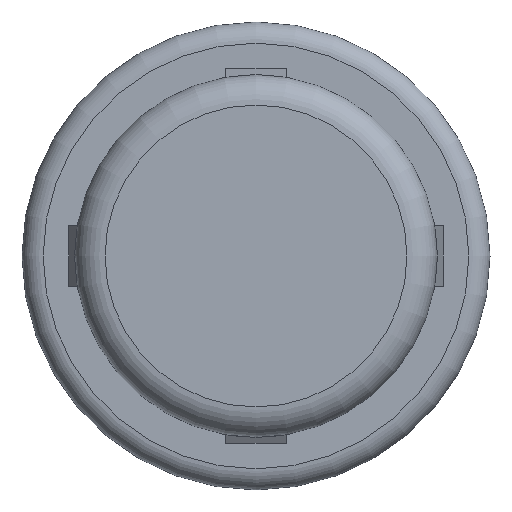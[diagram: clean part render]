
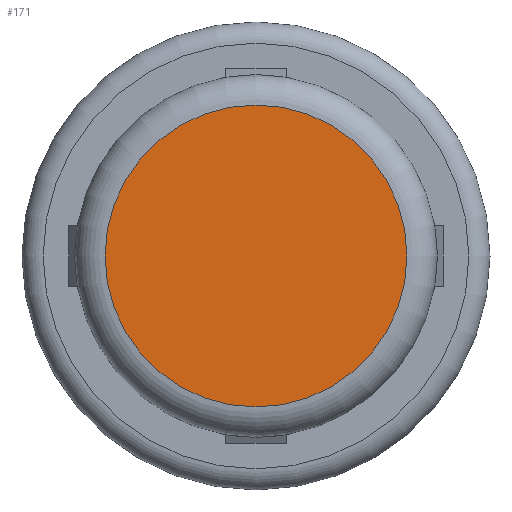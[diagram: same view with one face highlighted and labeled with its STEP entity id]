
A CAD part, front view. The second image highlights one B-rep face of the part: STEP entity #171.
In plain terms, the highlighted planar face has unit normal (0, -1, 0).
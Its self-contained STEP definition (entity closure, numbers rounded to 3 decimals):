
#171 = ADVANCED_FACE( '', ( #355 ), #356, .F. );
#355 = FACE_OUTER_BOUND( '', #550, .T. );
#356 = PLANE( '', #551 );
#550 = EDGE_LOOP( '', ( #970 ) );
#551 = AXIS2_PLACEMENT_3D( '', #971, #972, #973 );
#970 = ORIENTED_EDGE( '', *, *, #1093, .T. );
#971 = CARTESIAN_POINT( '', ( 10., 0., 0. ) );
#972 = DIRECTION( '', ( 0., 1., 0. ) );
#973 = DIRECTION( '', ( 0., 0., 1. ) );
#1093 = EDGE_CURVE( '', #1289, #1289, #1290, .T. );
#1289 = VERTEX_POINT( '', #1568 );
#1290 = CIRCLE( '', #1569, 10. );
#1568 = CARTESIAN_POINT( '', ( 0., 0., -10. ) );
#1569 = AXIS2_PLACEMENT_3D( '', #1941, #1942, #1943 );
#1941 = CARTESIAN_POINT( '', ( 0., 0., 0. ) );
#1942 = DIRECTION( '', ( 0., -1., 0. ) );
#1943 = DIRECTION( '', ( 0., 0., -1. ) );
